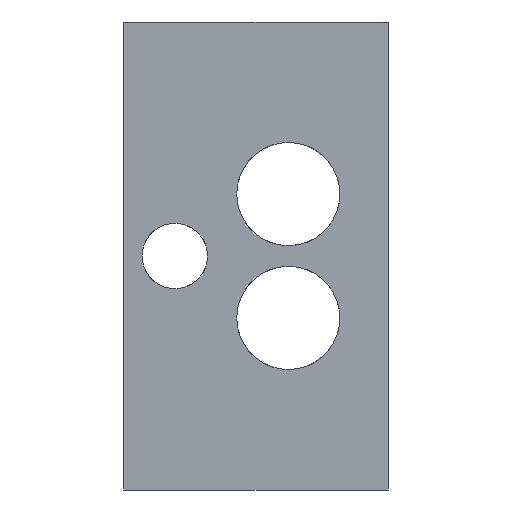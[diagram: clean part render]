
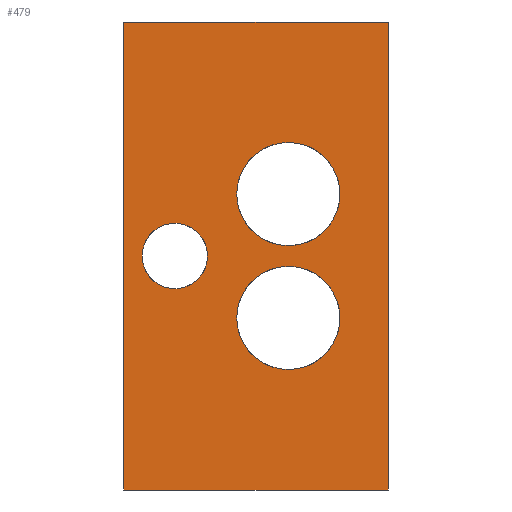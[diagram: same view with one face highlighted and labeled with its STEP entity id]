
A CAD part, left-side view. The second image highlights one B-rep face of the part: STEP entity #479.
In plain terms, the highlighted planar face has unit normal (-1, 0, 0).
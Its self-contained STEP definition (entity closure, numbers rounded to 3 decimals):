
#15=FACE_BOUND('',#83,.T.);
#16=FACE_BOUND('',#84,.T.);
#17=FACE_BOUND('',#85,.T.);
#35=CIRCLE('',#521,4.75);
#39=CIRCLE('',#529,7.5);
#40=CIRCLE('',#531,7.5);
#60=FACE_OUTER_BOUND('',#82,.T.);
#82=EDGE_LOOP('',(#424,#425,#426,#427));
#83=EDGE_LOOP('',(#428));
#84=EDGE_LOOP('',(#429));
#85=EDGE_LOOP('',(#430));
#124=LINE('',#756,#175);
#135=LINE('',#799,#186);
#136=LINE('',#802,#187);
#137=LINE('',#803,#188);
#175=VECTOR('',#602,10.);
#186=VECTOR('',#659,10.);
#187=VECTOR('',#662,10.);
#188=VECTOR('',#663,10.);
#224=VERTEX_POINT('',#753);
#225=VERTEX_POINT('',#755);
#231=VERTEX_POINT('',#779);
#232=VERTEX_POINT('',#789);
#233=VERTEX_POINT('',#793);
#234=VERTEX_POINT('',#797);
#235=VERTEX_POINT('',#801);
#277=EDGE_CURVE('',#225,#224,#124,.T.);
#292=EDGE_CURVE('',#231,#231,#35,.T.);
#297=EDGE_CURVE('',#232,#232,#39,.T.);
#299=EDGE_CURVE('',#233,#233,#40,.T.);
#301=EDGE_CURVE('',#234,#224,#135,.T.);
#302=EDGE_CURVE('',#235,#234,#136,.F.);
#303=EDGE_CURVE('',#235,#225,#137,.T.);
#424=ORIENTED_EDGE('',*,*,#277,.T.);
#425=ORIENTED_EDGE('',*,*,#301,.F.);
#426=ORIENTED_EDGE('',*,*,#302,.F.);
#427=ORIENTED_EDGE('',*,*,#303,.T.);
#428=ORIENTED_EDGE('',*,*,#292,.T.);
#429=ORIENTED_EDGE('',*,*,#297,.T.);
#430=ORIENTED_EDGE('',*,*,#299,.T.);
#457=PLANE('',#533);
#479=ADVANCED_FACE('',(#60,#15,#16,#17),#457,.T.);
#521=AXIS2_PLACEMENT_3D('',#781,#632,#633);
#529=AXIS2_PLACEMENT_3D('',#791,#649,#650);
#531=AXIS2_PLACEMENT_3D('',#795,#654,#655);
#533=AXIS2_PLACEMENT_3D('',#800,#660,#661);
#602=DIRECTION('',(0.,0.,-1.));
#632=DIRECTION('center_axis',(1.,0.,0.));
#633=DIRECTION('ref_axis',(0.,0.,-1.));
#649=DIRECTION('center_axis',(1.,0.,0.));
#650=DIRECTION('ref_axis',(0.,0.,-1.));
#654=DIRECTION('center_axis',(1.,0.,0.));
#655=DIRECTION('ref_axis',(0.,0.,-1.));
#659=DIRECTION('',(0.,1.,0.));
#660=DIRECTION('center_axis',(-1.,0.,0.));
#661=DIRECTION('ref_axis',(0.,0.,1.));
#662=DIRECTION('',(0.,0.,1.));
#663=DIRECTION('',(0.,1.,0.));
#753=CARTESIAN_POINT('',(1.1,40.,-34.));
#755=CARTESIAN_POINT('',(1.1,40.,34.));
#756=CARTESIAN_POINT('',(1.1,40.,16.));
#779=CARTESIAN_POINT('',(1.1,32.6,4.75));
#781=CARTESIAN_POINT('Origin',(1.1,32.6,0.));
#789=CARTESIAN_POINT('',(1.1,16.1,-1.5));
#791=CARTESIAN_POINT('Origin',(1.1,16.1,-9.));
#793=CARTESIAN_POINT('',(1.1,16.1,16.5));
#795=CARTESIAN_POINT('Origin',(1.1,16.1,9.));
#797=CARTESIAN_POINT('',(1.1,1.6,-34.));
#799=CARTESIAN_POINT('',(1.1,1.6,-34.));
#800=CARTESIAN_POINT('Origin',(1.1,1.6,32.));
#801=CARTESIAN_POINT('',(1.1,1.6,34.));
#802=CARTESIAN_POINT('',(1.1,1.6,17.));
#803=CARTESIAN_POINT('',(1.1,1.6,34.));
